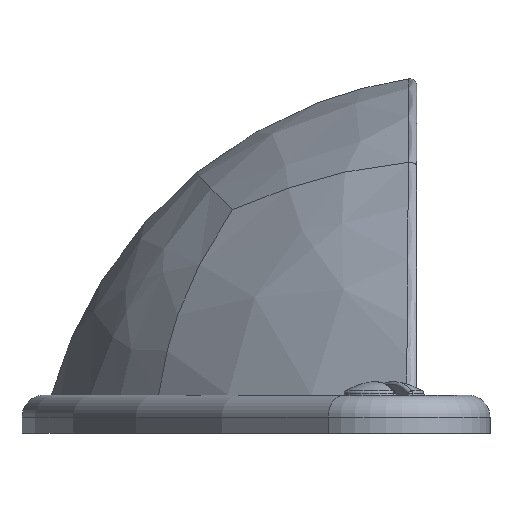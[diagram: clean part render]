
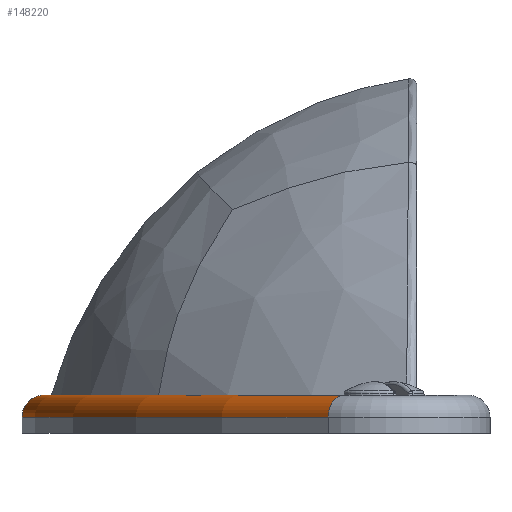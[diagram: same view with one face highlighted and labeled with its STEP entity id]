
A CAD part, left-side view. The second image highlights one B-rep face of the part: STEP entity #148220.
In plain terms, the highlighted toroidal (fillet/blend) face has major radius 68.98 mm and minor radius 1.5 mm.
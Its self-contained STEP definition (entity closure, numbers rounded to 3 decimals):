
#108940=CARTESIAN_POINT('',(-49.056,3.915,2.6));
#108950=VERTEX_POINT('',#108940);
#109040=CARTESIAN_POINT('',(-50.123,4.97,1.1));
#109050=VERTEX_POINT('',#109040);
#109080=CARTESIAN_POINT('',(-49.056,3.915,1.1));
#109090=DIRECTION('',(0.703,0.711,0.));
#109100=DIRECTION('',(0.711,-0.703,-0.));
#109110=AXIS2_PLACEMENT_3D('',#109080,#109090,#109100);
#109120=CIRCLE('',#109110,1.5);
#109130=EDGE_CURVE('',#109050,#108950,#109120,.T.);
#121680=CARTESIAN_POINT('',(0.,-44.58,2.6));
#121690=DIRECTION('',(0.,0.,1.));
#121700=DIRECTION('',(1.,0.,0.));
#121710=AXIS2_PLACEMENT_3D('',#121680,#121690,#121700);
#121720=CIRCLE('',#121710,68.98);
#121730=CARTESIAN_POINT('',(49.056,3.915,2.6));
#121740=VERTEX_POINT('',#121730);
#121750=EDGE_CURVE('',#121740,#108950,#121720,.T.);
#147970=CARTESIAN_POINT('',(0.,-44.58,1.1));
#147980=DIRECTION('',(0.,0.,1.));
#147990=DIRECTION('',(1.,0.,0.));
#148000=AXIS2_PLACEMENT_3D('',#147970,#147980,#147990);
#148010=TOROIDAL_SURFACE('',#148000,68.98,1.5);
#148020=ORIENTED_EDGE('',*,*,#109130,.T.);
#148030=CARTESIAN_POINT('',(0.,-44.58,1.1));
#148040=DIRECTION('',(0.,0.,1.));
#148050=DIRECTION('',(1.,0.,0.));
#148060=AXIS2_PLACEMENT_3D('',#148030,#148040,#148050);
#148070=CIRCLE('',#148060,70.48);
#148080=CARTESIAN_POINT('',(50.123,4.97,1.1));
#148090=VERTEX_POINT('',#148080);
#148100=EDGE_CURVE('',#148090,#109050,#148070,.T.);
#148110=ORIENTED_EDGE('',*,*,#148100,.T.);
#148120=CARTESIAN_POINT('',(49.056,3.915,1.1));
#148130=DIRECTION('',(0.703,-0.711,-0.));
#148140=DIRECTION('',(-0.711,-0.703,0.));
#148150=AXIS2_PLACEMENT_3D('',#148120,#148130,#148140);
#148160=CIRCLE('',#148150,1.5);
#148170=EDGE_CURVE('',#148090,#121740,#148160,.T.);
#148180=ORIENTED_EDGE('',*,*,#148170,.F.);
#148190=ORIENTED_EDGE('',*,*,#121750,.F.);
#148200=EDGE_LOOP('',(#148190,#148180,#148110,#148020));
#148210=FACE_OUTER_BOUND('',#148200,.T.);
#148220=ADVANCED_FACE('',(#148210),#148010,.T.);
